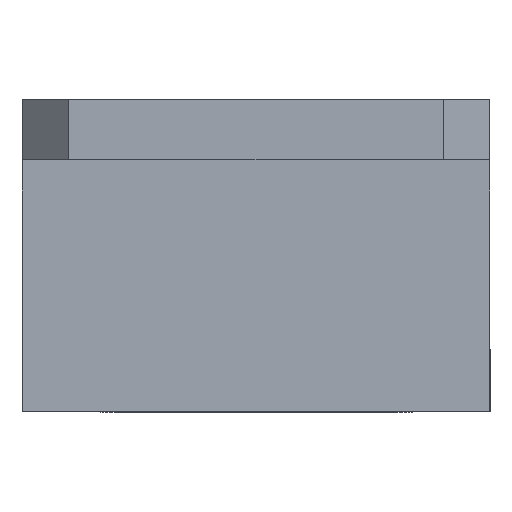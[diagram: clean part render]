
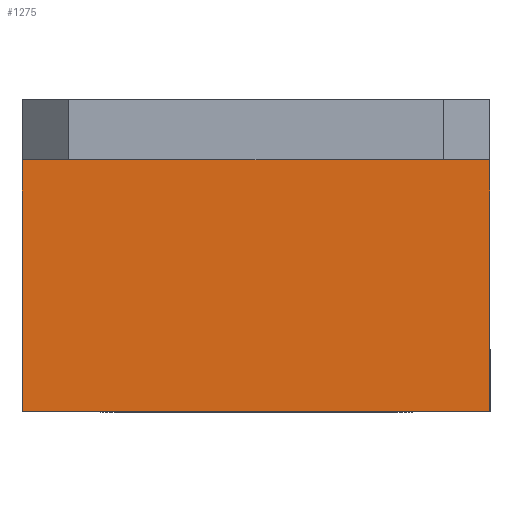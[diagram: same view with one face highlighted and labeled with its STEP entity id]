
A CAD part, front view. The second image highlights one B-rep face of the part: STEP entity #1275.
In plain terms, the highlighted planar face has unit normal (0, -1, 0).
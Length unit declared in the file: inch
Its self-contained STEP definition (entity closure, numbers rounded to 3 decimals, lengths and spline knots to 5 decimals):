
#386 = VECTOR ( 'NONE', #9451, 39.37008 ) ;
#1275 = ADVANCED_FACE ( 'NONE', ( #14440 ), #5842, .F. ) ;
#1839 = LINE ( 'NONE', #11886, #386 ) ;
#1922 = CARTESIAN_POINT ( 'NONE',  ( -0.75, -0.2885, -0.193 ) ) ;
#3229 = CARTESIAN_POINT ( 'NONE',  ( 1.74206, -0.2885, -0.193 ) ) ;
#3635 = EDGE_CURVE ( 'NONE', #12506, #13270, #9773, .T. ) ;
#3985 = CARTESIAN_POINT ( 'NONE',  ( 1.74206, -0.2885, -0.193 ) ) ;
#4790 = AXIS2_PLACEMENT_3D ( 'NONE', #3229, #8526, #7214 ) ;
#5842 = PLANE ( 'NONE',  #4790 ) ;
#5854 = DIRECTION ( 'NONE',  ( 0., 0., -1. ) ) ;
#6323 = EDGE_LOOP ( 'NONE', ( #11451, #9963, #15146, #17210 ) ) ;
#7042 = VECTOR ( 'NONE', #10571, 39.37008 ) ;
#7214 = DIRECTION ( 'NONE',  ( 0., 0., 1. ) ) ;
#7934 = EDGE_CURVE ( 'NONE', #13764, #9220, #11949, .T. ) ;
#8426 = CARTESIAN_POINT ( 'NONE',  ( -0.75, -0.2885, -0.193 ) ) ;
#8526 = DIRECTION ( 'NONE',  ( 0., 1., 0. ) ) ;
#8580 = CARTESIAN_POINT ( 'NONE',  ( 0.75, -0.2885, -0.193 ) ) ;
#9220 = VERTEX_POINT ( 'NONE', #15018 ) ;
#9451 = DIRECTION ( 'NONE',  ( -1., 0., 0. ) ) ;
#9773 = LINE ( 'NONE', #8426, #17040 ) ;
#9963 = ORIENTED_EDGE ( 'NONE', *, *, #12273, .T. ) ;
#10182 = DIRECTION ( 'NONE',  ( 0., 0., -1. ) ) ;
#10571 = DIRECTION ( 'NONE',  ( -1., 0., 0. ) ) ;
#11451 = ORIENTED_EDGE ( 'NONE', *, *, #7934, .F. ) ;
#11886 = CARTESIAN_POINT ( 'NONE',  ( 1.74206, -0.2885, -1. ) ) ;
#11949 = LINE ( 'NONE', #8580, #17156 ) ;
#12273 = EDGE_CURVE ( 'NONE', #13764, #12506, #12693, .T. ) ;
#12506 = VERTEX_POINT ( 'NONE', #1922 ) ;
#12693 = LINE ( 'NONE', #3985, #7042 ) ;
#13041 = EDGE_CURVE ( 'NONE', #9220, #13270, #1839, .T. ) ;
#13138 = CARTESIAN_POINT ( 'NONE',  ( -0.75, -0.2885, -1. ) ) ;
#13270 = VERTEX_POINT ( 'NONE', #13138 ) ;
#13347 = CARTESIAN_POINT ( 'NONE',  ( 0.75, -0.2885, -0.193 ) ) ;
#13764 = VERTEX_POINT ( 'NONE', #13347 ) ;
#14440 = FACE_OUTER_BOUND ( 'NONE', #6323, .T. ) ;
#15018 = CARTESIAN_POINT ( 'NONE',  ( 0.75, -0.2885, -1. ) ) ;
#15146 = ORIENTED_EDGE ( 'NONE', *, *, #3635, .T. ) ;
#17040 = VECTOR ( 'NONE', #5854, 39.37008 ) ;
#17156 = VECTOR ( 'NONE', #10182, 39.37008 ) ;
#17210 = ORIENTED_EDGE ( 'NONE', *, *, #13041, .F. ) ;
